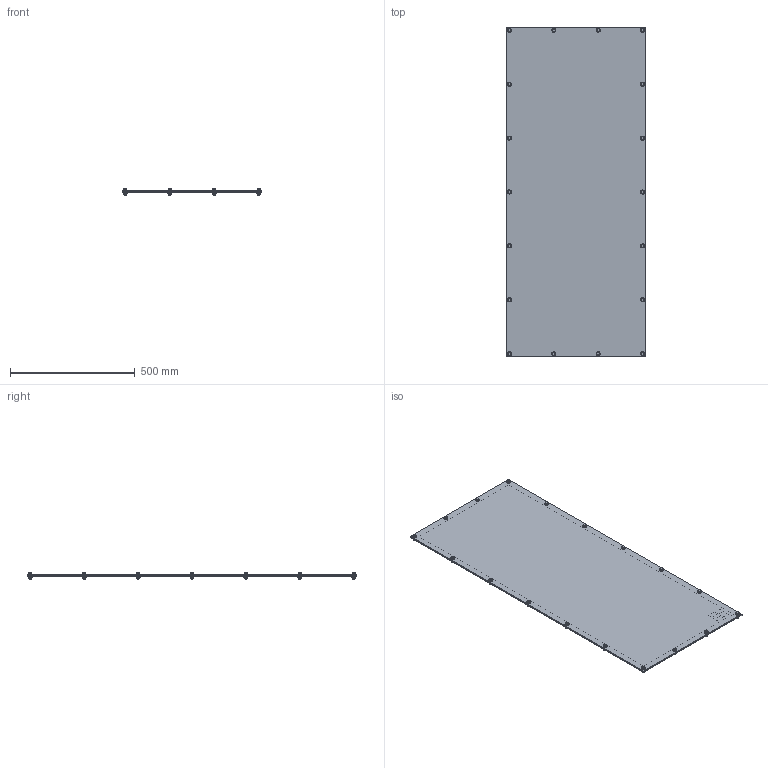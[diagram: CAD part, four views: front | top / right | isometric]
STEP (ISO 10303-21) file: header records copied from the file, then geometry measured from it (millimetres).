
FILE_DESCRIPTION(/* description */ ('52" X 22" COVER PLATE'),/* implementation_level */ '2;1');
FILE_NAME(/* name */ 'D52CVP.stp',/* time_stamp */ '2017-10-11T15:29:35+06:00',/* author */ ('vdas'),/* organization */ (''),/* preprocessor_version */ 'ST-DEVELOPER v16.1',/* originating_system */ 'Autodesk Inventor 2016',/* authorisation */ '');
FILE_SCHEMA (('AUTOMOTIVE_DESIGN { 1 0 10303 214 3 1 1 }'));
Length unit declared in the file: inch
Products named in the file (9): D52CVP; D5222CVPGSKT; 30221; 3905; 3907; 34929; 10 GA TO 14 GA w 0.125 Comp; 34466; D52CVP_1
Assembly tree (25 placements, depth 3):
  D52CVP_1
    D52CVP
    D5222CVPGSKT
    10 GA TO 14 GA w 0.125 Comp  x18
      30221
      3905
      3907
      34929
    34466
Bounding box: 558.8 x 1320.8 x 24.22 mm (x, y, z)
Volume: 2676765.6 mm3; surface area: 1743960.9 mm2
Topology: 75 solids, 75 shells, 1042 faces, 2229 edges, 1378 vertices
Faces by surface type: plane 548, cylinder 224, cone 198, bspline 36, torus 36
Full cylindrical faces by diameter (mm): 4.978 x18, 5.556 x18, 5.969 x18, 6.35 x18, 6.985 x18, 7.144 x18, 7.366 x18, 11.049 x18, 11.125 x18, 15.24 x18, 15.875 x18, 16.51 x18, 44.45 x1, 44.958 x1
Entity records: 4518 total; most frequent: CARTESIAN_POINT 784, DIRECTION 735, ORIENTED_EDGE 570, AXIS2_PLACEMENT_3D 303, EDGE_CURVE 285, EDGE_LOOP 283, VERTEX_POINT 220, FACE_BOUND 142
